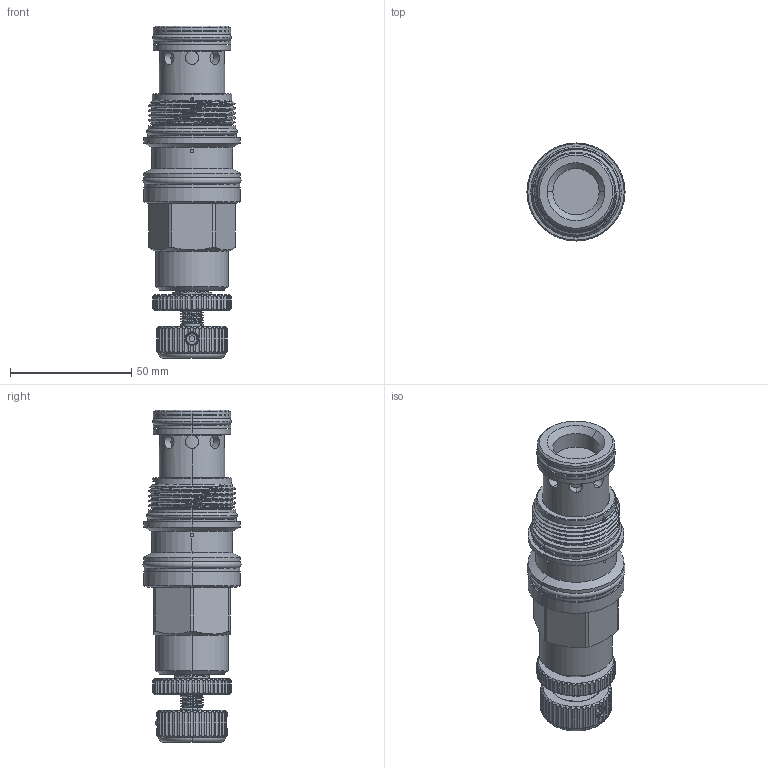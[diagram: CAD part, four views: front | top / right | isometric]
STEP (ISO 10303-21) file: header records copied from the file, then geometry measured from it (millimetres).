
FILE_DESCRIPTION (( 'STEP AP203' ), '1' );
FILE_NAME ('RV17A30-K.STEP', '2016-08-08T08:22:04', ( '' ), ( '' ), 'SwSTEP 2.0', 'SolidWorks 2012', '' );
FILE_SCHEMA (( 'CONFIG_CONTROL_DESIGN' ));
Length unit declared in the file: millimetre
Products named in the file (1): RV17A30-K
Bounding box: 40.39 x 40.39 x 136.73 mm (x, y, z)
Volume: 102061 mm3; surface area: 28029.4 mm2
Topology: 5 solids, 14 shells, 762 faces, 2004 edges, 1294 vertices
Faces by surface type: cylinder 420, plane 201, cone 66, bspline 39, torus 32, sphere 4
Entity records: 48438 total; most frequent: CARTESIAN_POINT 30634, ORIENTED_EDGE 3980, DIRECTION 3360, EDGE_CURVE 1990, VERTEX_POINT 1294, AXIS2_PLACEMENT_3D 1281, EDGE_LOOP 812, LINE 798
